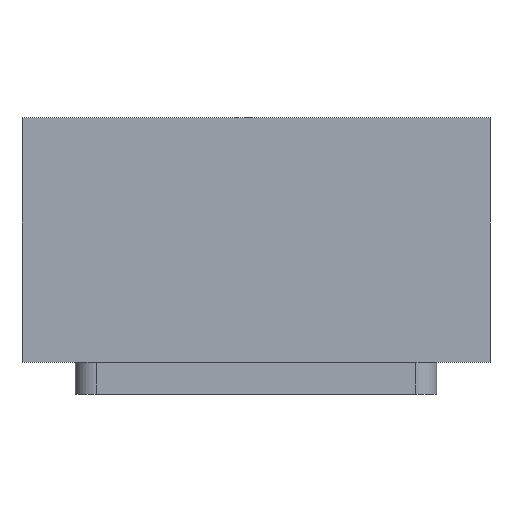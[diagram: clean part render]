
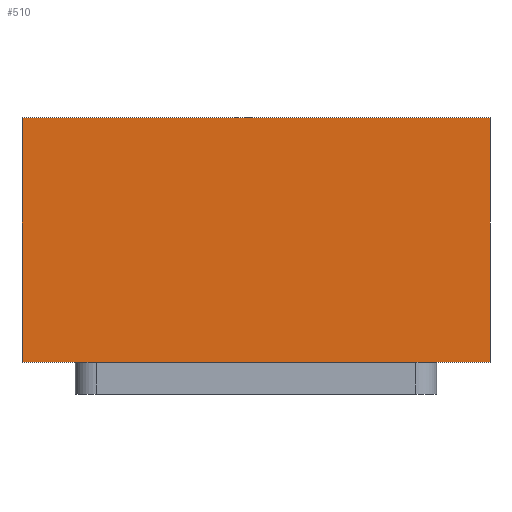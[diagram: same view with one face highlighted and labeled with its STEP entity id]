
A CAD part, front view. The second image highlights one B-rep face of the part: STEP entity #510.
In plain terms, the highlighted planar face has unit normal (0, -1, 0).
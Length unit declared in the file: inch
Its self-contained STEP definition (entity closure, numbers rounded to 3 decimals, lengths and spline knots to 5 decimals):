
#17 = ORIENTED_EDGE ( 'NONE', *, *, #525, .F. ) ;
#52 = LINE ( 'NONE', #788, #755 ) ;
#55 = CARTESIAN_POINT ( 'NONE',  ( -0.011, -0.021, 0.0015 ) ) ;
#57 = AXIS2_PLACEMENT_3D ( 'NONE', #552, #357, #609 ) ;
#71 = VERTEX_POINT ( 'NONE', #252 ) ;
#112 = EDGE_CURVE ( 'NONE', #71, #803, #365, .T. ) ;
#173 = VECTOR ( 'NONE', #244, 39.37008 ) ;
#174 = FACE_OUTER_BOUND ( 'NONE', #715, .T. ) ;
#187 = LINE ( 'NONE', #629, #309 ) ;
#189 = ORIENTED_EDGE ( 'NONE', *, *, #672, .T. ) ;
#197 = DIRECTION ( 'NONE',  ( 0., 0., -1. ) ) ;
#244 = DIRECTION ( 'NONE',  ( 0., 0., -1. ) ) ;
#252 = CARTESIAN_POINT ( 'NONE',  ( 0.011, -0.021, 0.013 ) ) ;
#299 = PLANE ( 'NONE',  #57 ) ;
#309 = VECTOR ( 'NONE', #197, 39.37008 ) ;
#345 = VECTOR ( 'NONE', #662, 39.37008 ) ;
#357 = DIRECTION ( 'NONE',  ( 0., 1., 0. ) ) ;
#362 = EDGE_CURVE ( 'NONE', #508, #71, #595, .T. ) ;
#365 = LINE ( 'NONE', #682, #173 ) ;
#424 = CARTESIAN_POINT ( 'NONE',  ( 0., -0.021, 0.013 ) ) ;
#478 = ORIENTED_EDGE ( 'NONE', *, *, #112, .F. ) ;
#508 = VERTEX_POINT ( 'NONE', #673 ) ;
#510 = ADVANCED_FACE ( 'NONE', ( #174 ), #299, .F. ) ;
#525 = EDGE_CURVE ( 'NONE', #803, #556, #52, .T. ) ;
#552 = CARTESIAN_POINT ( 'NONE',  ( 0., -0.021, 0.013 ) ) ;
#556 = VERTEX_POINT ( 'NONE', #55 ) ;
#595 = LINE ( 'NONE', #424, #345 ) ;
#609 = DIRECTION ( 'NONE',  ( 0., 0., 1. ) ) ;
#614 = DIRECTION ( 'NONE',  ( -1., 0., 0. ) ) ;
#629 = CARTESIAN_POINT ( 'NONE',  ( -0.011, -0.021, 0.013 ) ) ;
#633 = CARTESIAN_POINT ( 'NONE',  ( 0.011, -0.021, 0.0015 ) ) ;
#662 = DIRECTION ( 'NONE',  ( 1., 0., 0. ) ) ;
#672 = EDGE_CURVE ( 'NONE', #508, #556, #187, .T. ) ;
#673 = CARTESIAN_POINT ( 'NONE',  ( -0.011, -0.021, 0.013 ) ) ;
#682 = CARTESIAN_POINT ( 'NONE',  ( 0.011, -0.021, 0.013 ) ) ;
#715 = EDGE_LOOP ( 'NONE', ( #189, #17, #478, #735 ) ) ;
#735 = ORIENTED_EDGE ( 'NONE', *, *, #362, .F. ) ;
#755 = VECTOR ( 'NONE', #614, 39.37008 ) ;
#788 = CARTESIAN_POINT ( 'NONE',  ( -0.008, -0.021, 0.0015 ) ) ;
#803 = VERTEX_POINT ( 'NONE', #633 ) ;
